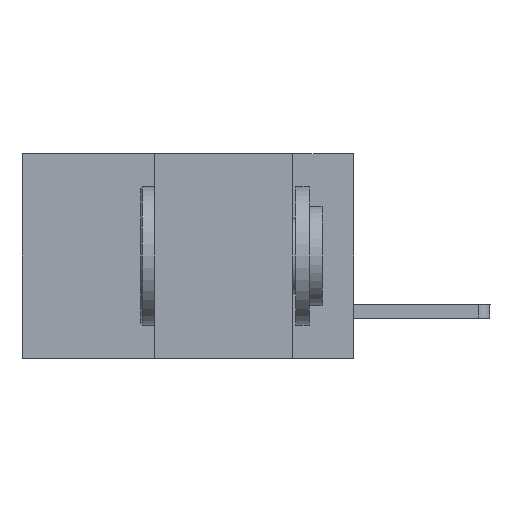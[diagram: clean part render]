
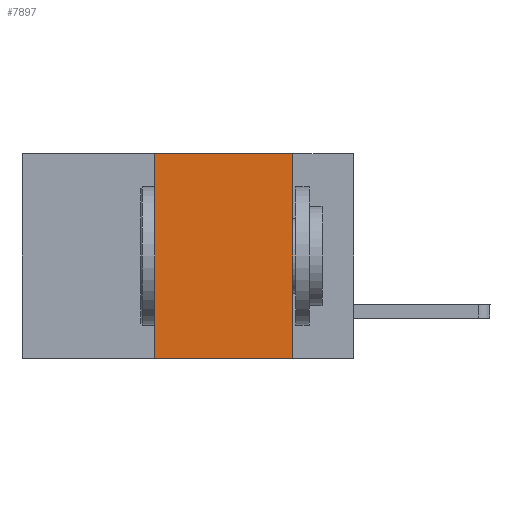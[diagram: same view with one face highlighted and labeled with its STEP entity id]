
A CAD part, left-side view. The second image highlights one B-rep face of the part: STEP entity #7897.
In plain terms, the highlighted planar face has unit normal (-1, 0, 0).
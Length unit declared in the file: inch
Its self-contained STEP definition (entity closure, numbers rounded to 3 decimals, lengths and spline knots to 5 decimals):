
#249 = EDGE_CURVE ( 'NONE', #4720, #5601, #703, .T. ) ;
#703 = LINE ( 'NONE', #10257, #10214 ) ;
#1086 = ORIENTED_EDGE ( 'NONE', *, *, #8069, .T. ) ;
#1868 = DIRECTION ( 'NONE',  ( 0., -1., 0. ) ) ;
#2026 = AXIS2_PLACEMENT_3D ( 'NONE', #5073, #4997, #4317 ) ;
#2292 = EDGE_CURVE ( 'NONE', #11763, #11843, #10579, .T. ) ;
#3823 = EDGE_CURVE ( 'NONE', #11843, #4720, #5513, .T. ) ;
#3850 = DIRECTION ( 'NONE',  ( 0., 0., -1. ) ) ;
#3937 = FACE_OUTER_BOUND ( 'NONE', #6353, .T. ) ;
#4317 = DIRECTION ( 'NONE',  ( 0., 0., -1. ) ) ;
#4377 = CARTESIAN_POINT ( 'NONE',  ( 0., 0.36, 0. ) ) ;
#4498 = CARTESIAN_POINT ( 'NONE',  ( 0., 0.11, -0.37 ) ) ;
#4720 = VERTEX_POINT ( 'NONE', #9419 ) ;
#4997 = DIRECTION ( 'NONE',  ( 1., 0., 0. ) ) ;
#5073 = CARTESIAN_POINT ( 'NONE',  ( 0., 0.6, 0. ) ) ;
#5097 = VECTOR ( 'NONE', #9893, 39.37008 ) ;
#5103 = ORIENTED_EDGE ( 'NONE', *, *, #249, .F. ) ;
#5375 = VECTOR ( 'NONE', #10666, 39.37008 ) ;
#5513 = LINE ( 'NONE', #8361, #9976 ) ;
#5601 = VERTEX_POINT ( 'NONE', #4498 ) ;
#6353 = EDGE_LOOP ( 'NONE', ( #5103, #10918, #6545, #1086 ) ) ;
#6545 = ORIENTED_EDGE ( 'NONE', *, *, #2292, .F. ) ;
#7311 = CARTESIAN_POINT ( 'NONE',  ( 0., 0.36, 0. ) ) ;
#7897 = ADVANCED_FACE ( 'NONE', ( #3937 ), #9585, .F. ) ;
#8069 = EDGE_CURVE ( 'NONE', #11763, #5601, #8397, .T. ) ;
#8361 = CARTESIAN_POINT ( 'NONE',  ( 0., 0.6, 0. ) ) ;
#8397 = LINE ( 'NONE', #11136, #5375 ) ;
#9419 = CARTESIAN_POINT ( 'NONE',  ( 0., 0.11, 0. ) ) ;
#9585 = PLANE ( 'NONE',  #2026 ) ;
#9893 = DIRECTION ( 'NONE',  ( 0., 0., 1. ) ) ;
#9940 = CARTESIAN_POINT ( 'NONE',  ( 0., 0.36, -0.37 ) ) ;
#9976 = VECTOR ( 'NONE', #1868, 39.37008 ) ;
#10214 = VECTOR ( 'NONE', #3850, 39.37008 ) ;
#10257 = CARTESIAN_POINT ( 'NONE',  ( 0., 0.11, 0. ) ) ;
#10579 = LINE ( 'NONE', #4377, #5097 ) ;
#10666 = DIRECTION ( 'NONE',  ( 0., -1., 0. ) ) ;
#10918 = ORIENTED_EDGE ( 'NONE', *, *, #3823, .F. ) ;
#11136 = CARTESIAN_POINT ( 'NONE',  ( 0., 0.6, -0.37 ) ) ;
#11763 = VERTEX_POINT ( 'NONE', #9940 ) ;
#11843 = VERTEX_POINT ( 'NONE', #7311 ) ;
